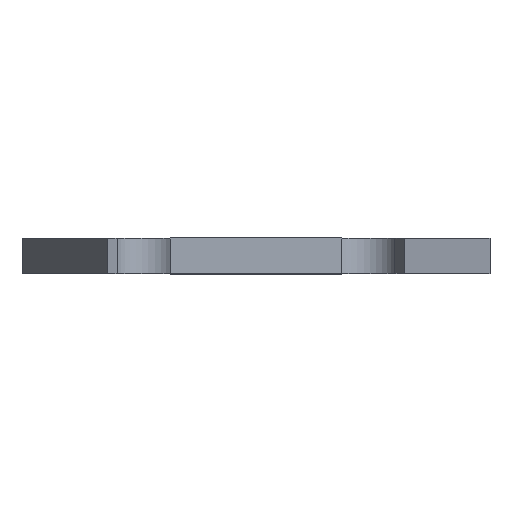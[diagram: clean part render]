
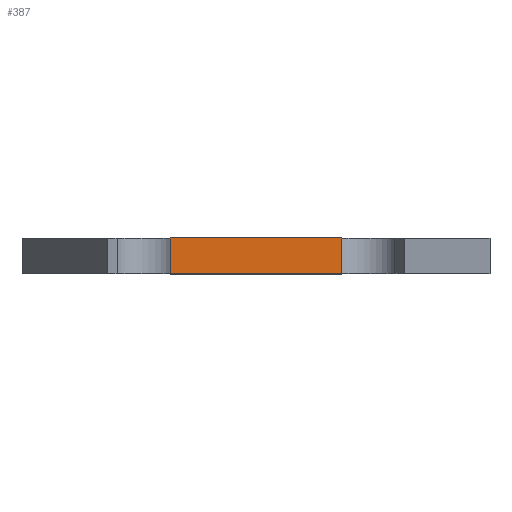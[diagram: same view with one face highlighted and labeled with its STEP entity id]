
A CAD part, top view. The second image highlights one B-rep face of the part: STEP entity #387.
In plain terms, the highlighted planar face has unit normal (0, 0, 1).
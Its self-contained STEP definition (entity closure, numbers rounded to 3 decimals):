
#56 = LINE ( 'NONE', #3244, #2455 ) ;
#107 = ORIENTED_EDGE ( 'NONE', *, *, #1000, .T. ) ;
#282 = VERTEX_POINT ( 'NONE', #402 ) ;
#339 = AXIS2_PLACEMENT_3D ( 'NONE', #2966, #2188, #1937 ) ;
#368 = VERTEX_POINT ( 'NONE', #1991 ) ;
#387 = ADVANCED_FACE ( 'NONE', ( #3036 ), #664, .F. ) ;
#402 = CARTESIAN_POINT ( 'NONE',  ( -3.865, -0.794, 9.944 ) ) ;
#664 = PLANE ( 'NONE',  #339 ) ;
#694 = ORIENTED_EDGE ( 'NONE', *, *, #2162, .T. ) ;
#725 = ORIENTED_EDGE ( 'NONE', *, *, #2947, .T. ) ;
#820 = CARTESIAN_POINT ( 'NONE',  ( 3.865, -0.794, 9.944 ) ) ;
#1000 = EDGE_CURVE ( 'NONE', #282, #2257, #1534, .T. ) ;
#1280 = ORIENTED_EDGE ( 'NONE', *, *, #3101, .F. ) ;
#1322 = CARTESIAN_POINT ( 'NONE',  ( -3.865, 0.794, 9.944 ) ) ;
#1534 = LINE ( 'NONE', #3351, #3270 ) ;
#1546 = EDGE_LOOP ( 'NONE', ( #107, #694, #1280, #725 ) ) ;
#1551 = DIRECTION ( 'NONE',  ( 1., 0., 0. ) ) ;
#1572 = DIRECTION ( 'NONE',  ( 0., -1., 0. ) ) ;
#1584 = LINE ( 'NONE', #2345, #2974 ) ;
#1690 = VECTOR ( 'NONE', #1572, 1000. ) ;
#1937 = DIRECTION ( 'NONE',  ( -1., 0., 0. ) ) ;
#1991 = CARTESIAN_POINT ( 'NONE',  ( 3.865, 0.794, 9.944 ) ) ;
#2162 = EDGE_CURVE ( 'NONE', #2257, #368, #1584, .T. ) ;
#2188 = DIRECTION ( 'NONE',  ( 0., 0., -1. ) ) ;
#2257 = VERTEX_POINT ( 'NONE', #820 ) ;
#2345 = CARTESIAN_POINT ( 'NONE',  ( 3.865, 0.794, 9.944 ) ) ;
#2367 = CARTESIAN_POINT ( 'NONE',  ( -3.865, 0.794, 9.944 ) ) ;
#2455 = VECTOR ( 'NONE', #3262, 1000. ) ;
#2906 = LINE ( 'NONE', #2367, #1690 ) ;
#2947 = EDGE_CURVE ( 'NONE', #3395, #282, #2906, .T. ) ;
#2966 = CARTESIAN_POINT ( 'NONE',  ( -5.741, 0.794, 9.944 ) ) ;
#2974 = VECTOR ( 'NONE', #3403, 1000. ) ;
#3036 = FACE_OUTER_BOUND ( 'NONE', #1546, .T. ) ;
#3101 = EDGE_CURVE ( 'NONE', #3395, #368, #56, .T. ) ;
#3244 = CARTESIAN_POINT ( 'NONE',  ( -5.741, 0.794, 9.944 ) ) ;
#3262 = DIRECTION ( 'NONE',  ( 1., 0., 0. ) ) ;
#3270 = VECTOR ( 'NONE', #1551, 1000. ) ;
#3351 = CARTESIAN_POINT ( 'NONE',  ( -5.741, -0.794, 9.944 ) ) ;
#3395 = VERTEX_POINT ( 'NONE', #1322 ) ;
#3403 = DIRECTION ( 'NONE',  ( 0., 1., 0. ) ) ;
